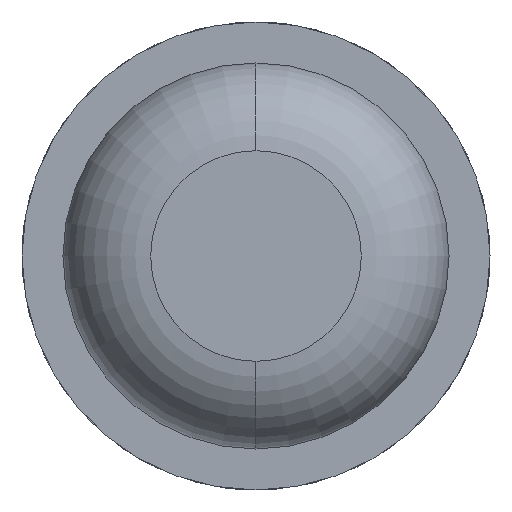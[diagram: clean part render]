
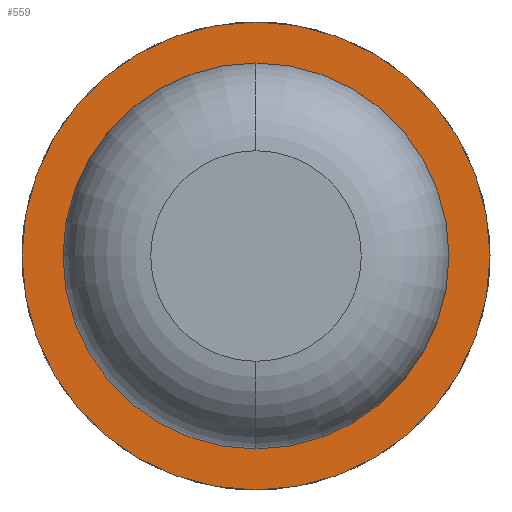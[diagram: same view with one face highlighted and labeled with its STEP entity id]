
A CAD part, front view. The second image highlights one B-rep face of the part: STEP entity #559.
In plain terms, the highlighted planar face has unit normal (0, -1, 0).
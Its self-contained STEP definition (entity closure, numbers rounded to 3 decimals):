
#247 = ORIENTED_EDGE ( 'NONE', *, *, #2088, .F. ) ;
#317 = EDGE_LOOP ( 'NONE', ( #247, #4026 ) ) ;
#331 = DIRECTION ( 'NONE',  ( 0., 1., 0. ) ) ;
#513 = CARTESIAN_POINT ( 'NONE',  ( 0., -9., -0.825 ) ) ;
#559 = ADVANCED_FACE ( 'Defeature ausgef�hrt1_4', ( #2390, #3755 ), #2064, .F. ) ;
#567 = VERTEX_POINT ( 'NONE', #513 ) ;
#605 = CARTESIAN_POINT ( 'NONE',  ( 0., -9., 0. ) ) ;
#756 = VERTEX_POINT ( 'NONE', #2672 ) ;
#772 = CIRCLE ( 'NONE', #1892, 0.825 ) ;
#791 = CARTESIAN_POINT ( 'NONE',  ( -1., -9., 0. ) ) ;
#815 = DIRECTION ( 'NONE',  ( 0., 1., 0. ) ) ;
#895 = ORIENTED_EDGE ( 'NONE', *, *, #2752, .T. ) ;
#920 = AXIS2_PLACEMENT_3D ( 'NONE', #3873, #1670, #2542 ) ;
#942 = CARTESIAN_POINT ( 'NONE',  ( 1., -9., 0. ) ) ;
#1092 = DIRECTION ( 'NONE',  ( -1., 0., 0. ) ) ;
#1224 = EDGE_LOOP ( 'NONE', ( #895, #3070 ) ) ;
#1274 = CARTESIAN_POINT ( 'NONE',  ( 0., -9., 0. ) ) ;
#1482 = CIRCLE ( 'NONE', #1759, 0.825 ) ;
#1594 = EDGE_CURVE ( 'Defeature ausgef�hrt1_4+Defeature ausgef�hrt1_0+Defeature ausgef�hrt1_0+Defeature ausgef�hrt1_0', #567, #756, #1482, .T. ) ;
#1670 = DIRECTION ( 'NONE',  ( 0., 1., 0. ) ) ;
#1759 = AXIS2_PLACEMENT_3D ( 'NONE', #1274, #331, #2470 ) ;
#1822 = DIRECTION ( 'NONE',  ( -1., 0., 0. ) ) ;
#1892 = AXIS2_PLACEMENT_3D ( 'NONE', #2374, #2974, #1092 ) ;
#1940 = CIRCLE ( 'NONE', #920, 1. ) ;
#2024 = DIRECTION ( 'NONE',  ( -1., 0., 0. ) ) ;
#2064 = PLANE ( 'NONE',  #3701 ) ;
#2088 = EDGE_CURVE ( 'Defeature ausgef�hrt1_5+Defeature ausgef�hrt1_4+Defeature ausgef�hrt1_4+Defeature ausgef�hrt1_4', #3209, #3924, #3042, .T. ) ;
#2298 = AXIS2_PLACEMENT_3D ( 'NONE', #605, #2816, #1822 ) ;
#2374 = CARTESIAN_POINT ( 'NONE',  ( 0., -9., 0. ) ) ;
#2390 = FACE_OUTER_BOUND ( 'NONE', #317, .T. ) ;
#2470 = DIRECTION ( 'NONE',  ( -1., 0., 0. ) ) ;
#2542 = DIRECTION ( 'NONE',  ( -1., 0., 0. ) ) ;
#2672 = CARTESIAN_POINT ( 'NONE',  ( 0., -9., 0.825 ) ) ;
#2752 = EDGE_CURVE ( 'Defeature ausgef�hrt1_4+Defeature ausgef�hrt1_0+Defeature ausgef�hrt1_0+Defeature ausgef�hrt1_0', #756, #567, #772, .T. ) ;
#2816 = DIRECTION ( 'NONE',  ( 0., 1., 0. ) ) ;
#2974 = DIRECTION ( 'NONE',  ( 0., 1., 0. ) ) ;
#3042 = CIRCLE ( 'NONE', #2298, 1. ) ;
#3070 = ORIENTED_EDGE ( 'NONE', *, *, #1594, .T. ) ;
#3209 = VERTEX_POINT ( 'NONE', #791 ) ;
#3479 = EDGE_CURVE ( 'Defeature ausgef�hrt1_5+Defeature ausgef�hrt1_4+Defeature ausgef�hrt1_4+Defeature ausgef�hrt1_4', #3924, #3209, #1940, .T. ) ;
#3676 = CARTESIAN_POINT ( 'NONE',  ( 0.825, -9., 0. ) ) ;
#3701 = AXIS2_PLACEMENT_3D ( 'NONE', #3676, #815, #2024 ) ;
#3755 = FACE_BOUND ( 'NONE', #1224, .T. ) ;
#3873 = CARTESIAN_POINT ( 'NONE',  ( 0., -9., 0. ) ) ;
#3924 = VERTEX_POINT ( 'NONE', #942 ) ;
#4026 = ORIENTED_EDGE ( 'NONE', *, *, #3479, .F. ) ;
